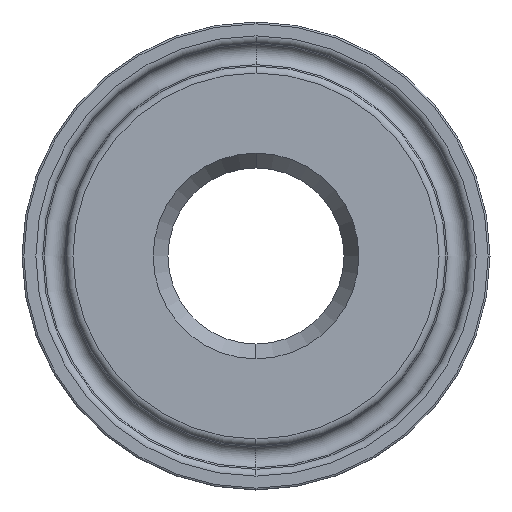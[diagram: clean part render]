
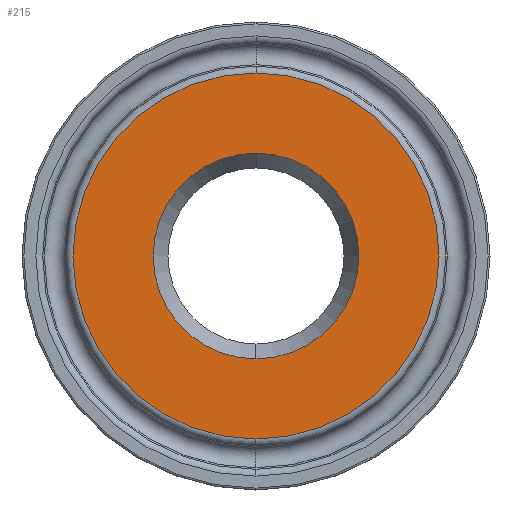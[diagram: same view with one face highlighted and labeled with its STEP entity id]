
A CAD part, left-side view. The second image highlights one B-rep face of the part: STEP entity #215.
In plain terms, the highlighted planar face has unit normal (-1, 0, 0).
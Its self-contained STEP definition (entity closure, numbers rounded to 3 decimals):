
#11 = FACE_OUTER_BOUND ( 'NONE', #887, .T. ) ;
#46 = EDGE_CURVE ( 'NONE', #504, #139, #383, .T. ) ;
#78 = CARTESIAN_POINT ( 'NONE',  ( 0., 0., 11.1 ) ) ;
#139 = VERTEX_POINT ( 'NONE', #274 ) ;
#157 = ORIENTED_EDGE ( 'NONE', *, *, #529, .F. ) ;
#179 = PLANE ( 'NONE',  #706 ) ;
#215 = ADVANCED_FACE ( 'NONE', ( #11, #650 ), #179, .F. ) ;
#217 = CIRCLE ( 'NONE', #493, 19.747 ) ;
#231 = AXIS2_PLACEMENT_3D ( 'NONE', #909, #428, #676 ) ;
#272 = DIRECTION ( 'NONE',  ( 0., 0., 1. ) ) ;
#274 = CARTESIAN_POINT ( 'NONE',  ( 0., 0., -19.747 ) ) ;
#315 = CARTESIAN_POINT ( 'NONE',  ( 0., 0., 0. ) ) ;
#321 = EDGE_LOOP ( 'NONE', ( #422, #157 ) ) ;
#343 = CARTESIAN_POINT ( 'NONE',  ( 0., 19.747, 0. ) ) ;
#383 = CIRCLE ( 'NONE', #776, 19.747 ) ;
#409 = DIRECTION ( 'NONE',  ( 0., 0., 1. ) ) ;
#412 = CIRCLE ( 'NONE', #231, 11.1 ) ;
#422 = ORIENTED_EDGE ( 'NONE', *, *, #549, .F. ) ;
#423 = CARTESIAN_POINT ( 'NONE',  ( 0., 0., 0. ) ) ;
#426 = VERTEX_POINT ( 'NONE', #78 ) ;
#428 = DIRECTION ( 'NONE',  ( -1., 0., 0. ) ) ;
#493 = AXIS2_PLACEMENT_3D ( 'NONE', #315, #631, #409 ) ;
#504 = VERTEX_POINT ( 'NONE', #869 ) ;
#529 = EDGE_CURVE ( 'NONE', #787, #426, #925, .T. ) ;
#549 = EDGE_CURVE ( 'NONE', #426, #787, #412, .T. ) ;
#553 = DIRECTION ( 'NONE',  ( -1., 0., 0. ) ) ;
#555 = CARTESIAN_POINT ( 'NONE',  ( 0., 0., -11.1 ) ) ;
#585 = ORIENTED_EDGE ( 'NONE', *, *, #46, .T. ) ;
#631 = DIRECTION ( 'NONE',  ( -1., 0., 0. ) ) ;
#650 = FACE_BOUND ( 'NONE', #321, .T. ) ;
#660 = DIRECTION ( 'NONE',  ( 1., 0., 0. ) ) ;
#664 = EDGE_CURVE ( 'NONE', #139, #504, #217, .T. ) ;
#676 = DIRECTION ( 'NONE',  ( 0., 0., 1. ) ) ;
#706 = AXIS2_PLACEMENT_3D ( 'NONE', #343, #660, #989 ) ;
#776 = AXIS2_PLACEMENT_3D ( 'NONE', #798, #553, #1038 ) ;
#787 = VERTEX_POINT ( 'NONE', #555 ) ;
#798 = CARTESIAN_POINT ( 'NONE',  ( 0., 0., 0. ) ) ;
#869 = CARTESIAN_POINT ( 'NONE',  ( 0., 0., 19.747 ) ) ;
#887 = EDGE_LOOP ( 'NONE', ( #585, #1032 ) ) ;
#909 = CARTESIAN_POINT ( 'NONE',  ( 0., 0., 0. ) ) ;
#919 = DIRECTION ( 'NONE',  ( -1., 0., 0. ) ) ;
#925 = CIRCLE ( 'NONE', #1008, 11.1 ) ;
#989 = DIRECTION ( 'NONE',  ( 0., 0., -1. ) ) ;
#1008 = AXIS2_PLACEMENT_3D ( 'NONE', #423, #919, #272 ) ;
#1032 = ORIENTED_EDGE ( 'NONE', *, *, #664, .T. ) ;
#1038 = DIRECTION ( 'NONE',  ( 0., 0., 1. ) ) ;
